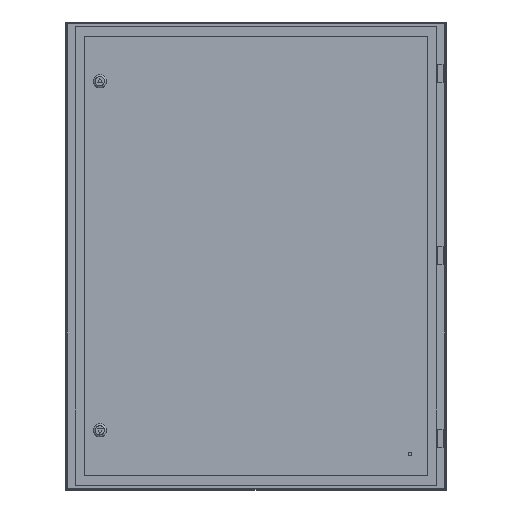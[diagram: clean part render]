
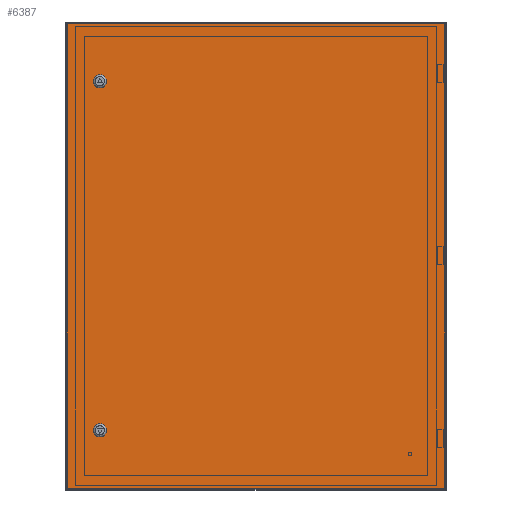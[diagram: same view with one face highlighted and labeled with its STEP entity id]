
A CAD part, top view. The second image highlights one B-rep face of the part: STEP entity #6387.
In plain terms, the highlighted planar face has unit normal (0, 0, 1).
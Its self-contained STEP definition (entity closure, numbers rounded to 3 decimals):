
#122 = CARTESIAN_POINT ( 'NONE',  ( -296.281, -394.992, 792.5 ) ) ;
#146 = ORIENTED_EDGE ( 'NONE', *, *, #4507, .T. ) ;
#332 = FACE_BOUND ( 'NONE', #472, .T. ) ;
#359 = VERTEX_POINT ( 'NONE', #2863 ) ;
#472 = EDGE_LOOP ( 'NONE', ( #3064 ) ) ;
#515 = DIRECTION ( 'NONE',  ( 0., 0., 1. ) ) ;
#610 = EDGE_CURVE ( 'NONE', #3161, #1374, #4624, .T. ) ;
#1177 = VECTOR ( 'NONE', #3417, 1000. ) ;
#1357 = DIRECTION ( 'NONE',  ( 1., 0., 0. ) ) ;
#1374 = VERTEX_POINT ( 'NONE', #4250 ) ;
#1603 = VERTEX_POINT ( 'NONE', #3939 ) ;
#1607 = EDGE_CURVE ( 'NONE', #1374, #359, #3940, .T. ) ;
#1727 = EDGE_LOOP ( 'NONE', ( #6249 ) ) ;
#1763 = CARTESIAN_POINT ( 'NONE',  ( 350.719, 402.008, 792.5 ) ) ;
#1915 = EDGE_CURVE ( 'NONE', #4139, #4139, #5600, .T. ) ;
#2090 = DIRECTION ( 'NONE',  ( 1., 0., 0. ) ) ;
#2372 = DIRECTION ( 'NONE',  ( 0., -1., 0. ) ) ;
#2622 = FACE_BOUND ( 'NONE', #1727, .T. ) ;
#2688 = CARTESIAN_POINT ( 'NONE',  ( -239.781, -294.992, 792.5 ) ) ;
#2863 = CARTESIAN_POINT ( 'NONE',  ( 350.719, -394.992, 792.5 ) ) ;
#3064 = ORIENTED_EDGE ( 'NONE', *, *, #1915, .F. ) ;
#3161 = VERTEX_POINT ( 'NONE', #6707 ) ;
#3297 = DIRECTION ( 'NONE',  ( 0., 0., -1. ) ) ;
#3413 = CARTESIAN_POINT ( 'NONE',  ( 350.719, -394.992, 792.5 ) ) ;
#3417 = DIRECTION ( 'NONE',  ( -1., 0., 0. ) ) ;
#3645 = PLANE ( 'NONE',  #4754 ) ;
#3749 = CARTESIAN_POINT ( 'NONE',  ( -228.531, -294.992, 792.5 ) ) ;
#3792 = DIRECTION ( 'NONE',  ( 0., 1., 0. ) ) ;
#3935 = AXIS2_PLACEMENT_3D ( 'NONE', #4043, #3297, #2090 ) ;
#3939 = CARTESIAN_POINT ( 'NONE',  ( -228.531, 302.008, 792.5 ) ) ;
#3940 = LINE ( 'NONE', #3413, #6089 ) ;
#4043 = CARTESIAN_POINT ( 'NONE',  ( -239.781, 302.008, 792.5 ) ) ;
#4139 = VERTEX_POINT ( 'NONE', #3749 ) ;
#4182 = CIRCLE ( 'NONE', #3935, 11.25 ) ;
#4250 = CARTESIAN_POINT ( 'NONE',  ( -296.281, -394.992, 792.5 ) ) ;
#4346 = CARTESIAN_POINT ( 'NONE',  ( 27.219, 3.508, 792.5 ) ) ;
#4507 = EDGE_CURVE ( 'NONE', #6773, #3161, #6822, .T. ) ;
#4624 = LINE ( 'NONE', #122, #7109 ) ;
#4754 = AXIS2_PLACEMENT_3D ( 'NONE', #4346, #6623, #1357 ) ;
#5188 = ORIENTED_EDGE ( 'NONE', *, *, #610, .T. ) ;
#5223 = EDGE_CURVE ( 'NONE', #1603, #1603, #4182, .T. ) ;
#5504 = LINE ( 'NONE', #7194, #6072 ) ;
#5600 = CIRCLE ( 'NONE', #5961, 11.25 ) ;
#5929 = EDGE_CURVE ( 'NONE', #359, #6773, #5504, .T. ) ;
#5961 = AXIS2_PLACEMENT_3D ( 'NONE', #2688, #515, #6733 ) ;
#6072 = VECTOR ( 'NONE', #3792, 1000. ) ;
#6089 = VECTOR ( 'NONE', #6214, 1000. ) ;
#6214 = DIRECTION ( 'NONE',  ( 1., 0., 0. ) ) ;
#6249 = ORIENTED_EDGE ( 'NONE', *, *, #5223, .T. ) ;
#6366 = ORIENTED_EDGE ( 'NONE', *, *, #1607, .T. ) ;
#6387 = ADVANCED_FACE ( 'NONE', ( #332, #2622, #7185 ), #3645, .T. ) ;
#6480 = CARTESIAN_POINT ( 'NONE',  ( 350.719, 402.008, 792.5 ) ) ;
#6481 = EDGE_LOOP ( 'NONE', ( #5188, #6366, #6858, #146 ) ) ;
#6623 = DIRECTION ( 'NONE',  ( 0., 0., 1. ) ) ;
#6707 = CARTESIAN_POINT ( 'NONE',  ( -296.281, 402.008, 792.5 ) ) ;
#6733 = DIRECTION ( 'NONE',  ( 1., 0., 0. ) ) ;
#6773 = VERTEX_POINT ( 'NONE', #6480 ) ;
#6822 = LINE ( 'NONE', #1763, #1177 ) ;
#6858 = ORIENTED_EDGE ( 'NONE', *, *, #5929, .T. ) ;
#7109 = VECTOR ( 'NONE', #2372, 1000. ) ;
#7185 = FACE_OUTER_BOUND ( 'NONE', #6481, .T. ) ;
#7194 = CARTESIAN_POINT ( 'NONE',  ( 350.719, -394.992, 792.5 ) ) ;
